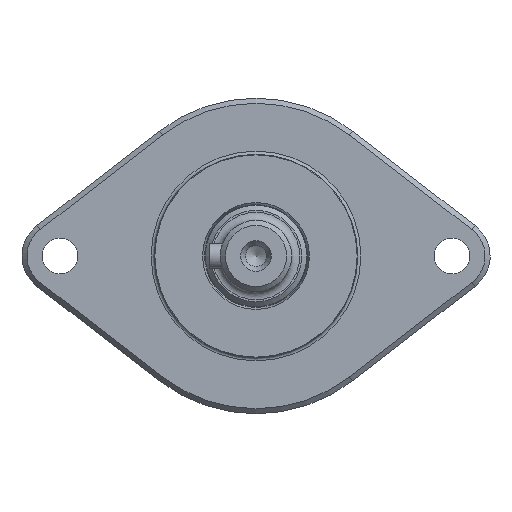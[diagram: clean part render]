
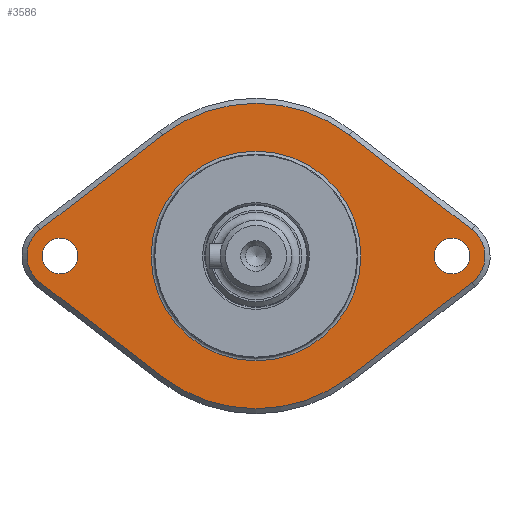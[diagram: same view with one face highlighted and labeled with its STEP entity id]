
A CAD part, left-side view. The second image highlights one B-rep face of the part: STEP entity #3586.
In plain terms, the highlighted planar face has unit normal (-1, 0, 0).
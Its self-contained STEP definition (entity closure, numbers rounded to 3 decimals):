
#352=LINE('',#6025,#634);
#353=LINE('',#6029,#635);
#354=LINE('',#6033,#636);
#355=LINE('',#6036,#637);
#634=VECTOR('',#4770,10.);
#635=VECTOR('',#4773,10.);
#636=VECTOR('',#4776,10.);
#637=VECTOR('',#4779,10.);
#909=FACE_BOUND('',#1284,.T.);
#910=FACE_BOUND('',#1285,.T.);
#911=FACE_BOUND('',#1286,.T.);
#1068=FACE_OUTER_BOUND('',#1283,.T.);
#1283=EDGE_LOOP('',(#3088,#3089,#3090,#3091,#3092,#3093,#3094,#3095));
#1284=EDGE_LOOP('',(#3096,#3097));
#1285=EDGE_LOOP('',(#3098));
#1286=EDGE_LOOP('',(#3099));
#1432=CIRCLE('',#3872,20.6);
#1434=CIRCLE('',#3874,20.6);
#1436=CIRCLE('',#3877,3.5);
#1440=CIRCLE('',#3884,3.5);
#1449=CIRCLE('',#3904,6.5);
#1450=CIRCLE('',#3905,30.);
#1451=CIRCLE('',#3906,6.5);
#1452=CIRCLE('',#3907,30.);
#1760=VERTEX_POINT('',#5937);
#1761=VERTEX_POINT('',#5938);
#1763=VERTEX_POINT('',#5945);
#1771=VERTEX_POINT('',#5966);
#1787=VERTEX_POINT('',#6021);
#1788=VERTEX_POINT('',#6022);
#1789=VERTEX_POINT('',#6024);
#1790=VERTEX_POINT('',#6026);
#1791=VERTEX_POINT('',#6028);
#1792=VERTEX_POINT('',#6030);
#1793=VERTEX_POINT('',#6032);
#1794=VERTEX_POINT('',#6034);
#2194=EDGE_CURVE('',#1760,#1761,#1432,.T.);
#2196=EDGE_CURVE('',#1761,#1760,#1434,.T.);
#2199=EDGE_CURVE('',#1763,#1763,#1436,.T.);
#2209=EDGE_CURVE('',#1771,#1771,#1440,.T.);
#2236=EDGE_CURVE('',#1787,#1788,#1449,.T.);
#2237=EDGE_CURVE('',#1789,#1787,#352,.T.);
#2238=EDGE_CURVE('',#1790,#1789,#1450,.T.);
#2239=EDGE_CURVE('',#1791,#1790,#353,.T.);
#2240=EDGE_CURVE('',#1792,#1791,#1451,.T.);
#2241=EDGE_CURVE('',#1793,#1792,#354,.T.);
#2242=EDGE_CURVE('',#1794,#1793,#1452,.T.);
#2243=EDGE_CURVE('',#1788,#1794,#355,.T.);
#3088=ORIENTED_EDGE('',*,*,#2236,.F.);
#3089=ORIENTED_EDGE('',*,*,#2237,.F.);
#3090=ORIENTED_EDGE('',*,*,#2238,.F.);
#3091=ORIENTED_EDGE('',*,*,#2239,.F.);
#3092=ORIENTED_EDGE('',*,*,#2240,.F.);
#3093=ORIENTED_EDGE('',*,*,#2241,.F.);
#3094=ORIENTED_EDGE('',*,*,#2242,.F.);
#3095=ORIENTED_EDGE('',*,*,#2243,.F.);
#3096=ORIENTED_EDGE('',*,*,#2194,.F.);
#3097=ORIENTED_EDGE('',*,*,#2196,.F.);
#3098=ORIENTED_EDGE('',*,*,#2199,.T.);
#3099=ORIENTED_EDGE('',*,*,#2209,.T.);
#3425=PLANE('',#3903);
#3586=ADVANCED_FACE('',(#1068,#909,#910,#911),#3425,.T.);
#3872=AXIS2_PLACEMENT_3D('',#5939,#4679,#4680);
#3874=AXIS2_PLACEMENT_3D('',#5941,#4683,#4684);
#3877=AXIS2_PLACEMENT_3D('',#5947,#4690,#4691);
#3884=AXIS2_PLACEMENT_3D('',#5968,#4710,#4711);
#3903=AXIS2_PLACEMENT_3D('',#6020,#4766,#4767);
#3904=AXIS2_PLACEMENT_3D('',#6023,#4768,#4769);
#3905=AXIS2_PLACEMENT_3D('',#6027,#4771,#4772);
#3906=AXIS2_PLACEMENT_3D('',#6031,#4774,#4775);
#3907=AXIS2_PLACEMENT_3D('',#6035,#4777,#4778);
#4679=DIRECTION('center_axis',(-1.,0.,0.));
#4680=DIRECTION('ref_axis',(0.,1.,0.));
#4683=DIRECTION('center_axis',(-1.,0.,0.));
#4684=DIRECTION('ref_axis',(0.,1.,0.));
#4690=DIRECTION('center_axis',(1.,0.,0.));
#4691=DIRECTION('ref_axis',(0.,0.,1.));
#4710=DIRECTION('center_axis',(1.,0.,0.));
#4711=DIRECTION('ref_axis',(0.,0.,1.));
#4766=DIRECTION('center_axis',(-1.,0.,0.));
#4767=DIRECTION('ref_axis',(0.,0.,1.));
#4768=DIRECTION('center_axis',(1.,0.,0.));
#4769=DIRECTION('ref_axis',(0.,0.61,-0.792));
#4770=DIRECTION('',(0.,0.792,0.61));
#4771=DIRECTION('center_axis',(1.,0.,0.));
#4772=DIRECTION('ref_axis',(0.,-0.61,-0.792));
#4773=DIRECTION('',(0.,0.792,-0.61));
#4774=DIRECTION('center_axis',(1.,0.,0.));
#4775=DIRECTION('ref_axis',(0.,-0.61,0.792));
#4776=DIRECTION('',(0.,-0.792,-0.61));
#4777=DIRECTION('center_axis',(1.,0.,0.));
#4778=DIRECTION('ref_axis',(0.,0.61,0.792));
#4779=DIRECTION('',(0.,-0.792,0.61));
#5937=CARTESIAN_POINT('',(-136.4,20.6,0.));
#5938=CARTESIAN_POINT('',(-136.4,0.,-20.6));
#5939=CARTESIAN_POINT('Origin',(-136.4,0.,0.));
#5941=CARTESIAN_POINT('Origin',(-136.4,0.,0.));
#5945=CARTESIAN_POINT('',(-136.4,38.5,-3.5));
#5947=CARTESIAN_POINT('Origin',(-136.4,38.5,0.));
#5966=CARTESIAN_POINT('',(-136.4,-38.5,-3.5));
#5968=CARTESIAN_POINT('Origin',(-136.4,-38.5,0.));
#6020=CARTESIAN_POINT('Origin',(-136.4,33.3,0.));
#6021=CARTESIAN_POINT('',(-136.4,42.468,-5.149));
#6022=CARTESIAN_POINT('',(-136.4,42.468,5.149));
#6023=CARTESIAN_POINT('Origin',(-136.4,38.5,0.));
#6024=CARTESIAN_POINT('',(-136.4,18.312,-23.763));
#6025=CARTESIAN_POINT('',(-136.4,40.836,-6.406));
#6026=CARTESIAN_POINT('',(-136.4,-18.312,-23.763));
#6027=CARTESIAN_POINT('Origin',(-136.4,0.,0.));
#6028=CARTESIAN_POINT('',(-136.4,-42.468,-5.149));
#6029=CARTESIAN_POINT('',(-136.4,-7.865,-31.813));
#6030=CARTESIAN_POINT('',(-136.4,-42.468,5.149));
#6031=CARTESIAN_POINT('Origin',(-136.4,-38.5,0.));
#6032=CARTESIAN_POINT('',(-136.4,-18.312,23.763));
#6033=CARTESIAN_POINT('',(-136.4,-19.943,22.506));
#6034=CARTESIAN_POINT('',(-136.4,18.312,23.763));
#6035=CARTESIAN_POINT('Origin',(-136.4,0.,0.));
#6036=CARTESIAN_POINT('',(-136.4,28.758,15.713));
